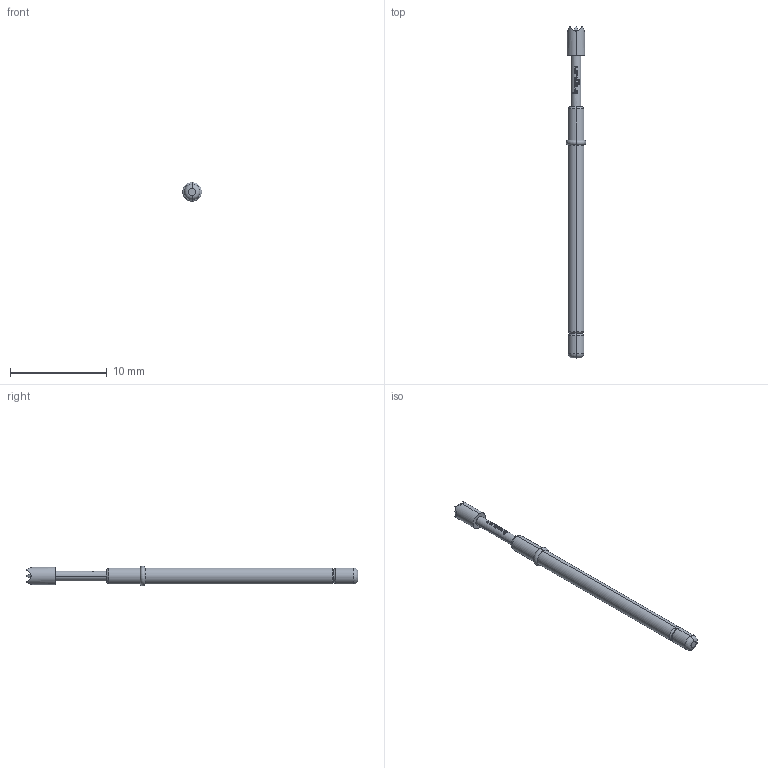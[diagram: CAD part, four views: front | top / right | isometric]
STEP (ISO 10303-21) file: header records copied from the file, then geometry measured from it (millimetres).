
FILE_DESCRIPTION (( 'STEP AP203' ), '1' );
FILE_NAME ('INGUN_GKS-112_306_180_X_xx04_0.STEP', '2019-03-18T12:51:58', ( '' ), ( '' ), 'SwSTEP 2.0', 'SolidWorks 2018', '' );
FILE_SCHEMA (( 'CONFIG_CONTROL_DESIGN' ));
Length unit declared in the file: millimetre
Products named in the file (1): INGUN_GKS-112_306_180_X_xx04_0
Bounding box: 2.03 x 34.3 x 2.03 mm (x, y, z)
Volume: 66.5 mm3; surface area: 176.7 mm2
Topology: 1 solids, 1 shells, 127 faces, 308 edges, 191 vertices
Faces by surface type: plane 78, bspline 23, cylinder 16, torus 8, cone 2
Entity records: 4665 total; most frequent: CARTESIAN_POINT 2136, ORIENTED_EDGE 616, DIRECTION 334, EDGE_CURVE 308, VERTEX_POINT 191, B_SPLINE_CURVE_WITH_KNOTS 186, AXIS2_PLACEMENT_3D 137, EDGE_LOOP 135
